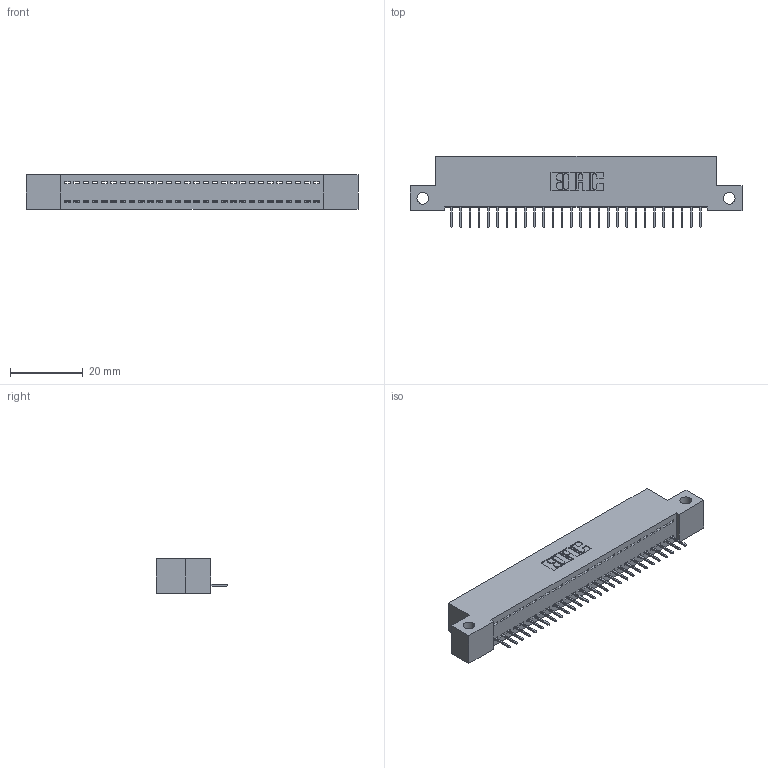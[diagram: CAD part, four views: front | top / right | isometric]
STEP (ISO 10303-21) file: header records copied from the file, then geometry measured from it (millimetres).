
FILE_DESCRIPTION (( 'STEP AP203' ), '1' );
FILE_NAME ('342-028-524-112.STEP', '2019-10-02T02:48:19', ( '' ), ( '' ), 'SwSTEP 2.0', 'SolidWorks 2016', '' );
FILE_SCHEMA (( 'CONFIG_CONTROL_DESIGN' ));
Length unit declared in the file: inch
Products named in the file (3): 342 Part_Side Mount; 345-292-001_345-293-124; 342-028-524-112
Assembly tree (29 placements, depth 2):
  342-028-524-112
    342 Part_Side Mount
    345-292-001_345-293-124  x28
Bounding box: 91.44 x 19.69 x 9.4 mm (x, y, z)
Volume: 7781.4 mm3; surface area: 10658.5 mm2
Topology: 29 solids, 29 shells, 1846 faces, 5339 edges, 3446 vertices
Faces by surface type: plane 1410, cylinder 436
Entity records: 18873 total; most frequent: CARTESIAN_POINT 3262, ORIENTED_EDGE 3226, DIRECTION 2781, EDGE_CURVE 1613, VECTOR 1489, LINE 1489, VERTEX_POINT 1070, AXIS2_PLACEMENT_3D 646
